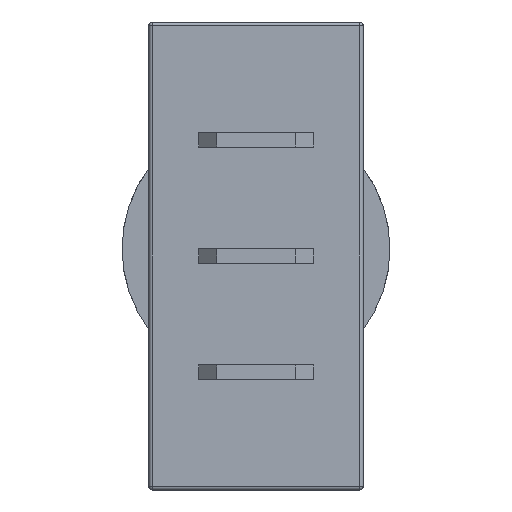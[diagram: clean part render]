
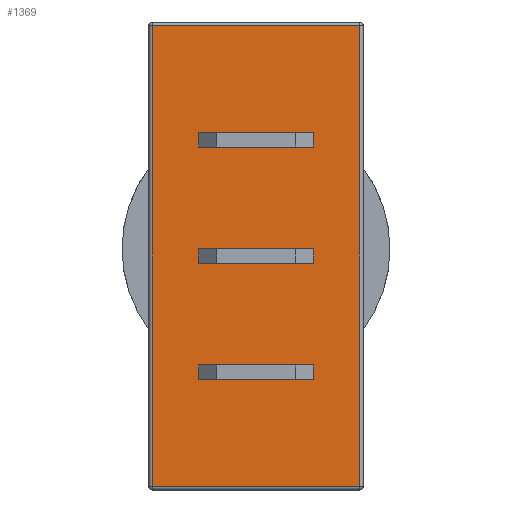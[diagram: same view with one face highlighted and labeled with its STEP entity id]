
A CAD part, front view. The second image highlights one B-rep face of the part: STEP entity #1369.
In plain terms, the highlighted planar face has unit normal (0, -1, 0).
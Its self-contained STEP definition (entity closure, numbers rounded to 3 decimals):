
#86=FACE_BOUND('',#232,.T.);
#87=FACE_BOUND('',#233,.T.);
#88=FACE_BOUND('',#234,.T.);
#103=PLANE('',#1476);
#158=FACE_OUTER_BOUND('',#231,.T.);
#231=EDGE_LOOP('',(#919,#920,#921,#922));
#232=EDGE_LOOP('',(#923,#924,#925,#926));
#233=EDGE_LOOP('',(#927,#928,#929,#930));
#234=EDGE_LOOP('',(#931,#932,#933,#934));
#307=LINE('',#2057,#405);
#309=LINE('',#2065,#407);
#311=LINE('',#2075,#409);
#313=LINE('',#2084,#411);
#326=LINE('',#2121,#424);
#327=LINE('',#2123,#425);
#328=LINE('',#2125,#426);
#329=LINE('',#2126,#427);
#330=LINE('',#2129,#428);
#331=LINE('',#2131,#429);
#332=LINE('',#2133,#430);
#333=LINE('',#2134,#431);
#334=LINE('',#2137,#432);
#335=LINE('',#2139,#433);
#336=LINE('',#2141,#434);
#337=LINE('',#2142,#435);
#405=VECTOR('',#1623,10.);
#407=VECTOR('',#1631,10.);
#409=VECTOR('',#1643,10.);
#411=VECTOR('',#1655,10.);
#424=VECTOR('',#1692,10.);
#425=VECTOR('',#1693,10.);
#426=VECTOR('',#1694,10.);
#427=VECTOR('',#1695,10.);
#428=VECTOR('',#1696,10.);
#429=VECTOR('',#1697,10.);
#430=VECTOR('',#1698,10.);
#431=VECTOR('',#1699,10.);
#432=VECTOR('',#1700,10.);
#433=VECTOR('',#1701,10.);
#434=VECTOR('',#1702,10.);
#435=VECTOR('',#1703,10.);
#586=VERTEX_POINT('',#2054);
#587=VERTEX_POINT('',#2056);
#590=VERTEX_POINT('',#2064);
#593=VERTEX_POINT('',#2074);
#606=VERTEX_POINT('',#2119);
#607=VERTEX_POINT('',#2120);
#608=VERTEX_POINT('',#2122);
#609=VERTEX_POINT('',#2124);
#610=VERTEX_POINT('',#2127);
#611=VERTEX_POINT('',#2128);
#612=VERTEX_POINT('',#2130);
#613=VERTEX_POINT('',#2132);
#614=VERTEX_POINT('',#2135);
#615=VERTEX_POINT('',#2136);
#616=VERTEX_POINT('',#2138);
#617=VERTEX_POINT('',#2140);
#698=EDGE_CURVE('',#586,#587,#307,.T.);
#702=EDGE_CURVE('',#587,#590,#309,.T.);
#707=EDGE_CURVE('',#590,#593,#311,.T.);
#712=EDGE_CURVE('',#593,#586,#313,.T.);
#730=EDGE_CURVE('',#606,#607,#326,.T.);
#731=EDGE_CURVE('',#607,#608,#327,.T.);
#732=EDGE_CURVE('',#608,#609,#328,.T.);
#733=EDGE_CURVE('',#609,#606,#329,.T.);
#734=EDGE_CURVE('',#610,#611,#330,.T.);
#735=EDGE_CURVE('',#611,#612,#331,.T.);
#736=EDGE_CURVE('',#612,#613,#332,.T.);
#737=EDGE_CURVE('',#613,#610,#333,.T.);
#738=EDGE_CURVE('',#614,#615,#334,.T.);
#739=EDGE_CURVE('',#615,#616,#335,.T.);
#740=EDGE_CURVE('',#616,#617,#336,.T.);
#741=EDGE_CURVE('',#617,#614,#337,.T.);
#919=ORIENTED_EDGE('',*,*,#698,.F.);
#920=ORIENTED_EDGE('',*,*,#712,.F.);
#921=ORIENTED_EDGE('',*,*,#707,.F.);
#922=ORIENTED_EDGE('',*,*,#702,.F.);
#923=ORIENTED_EDGE('',*,*,#730,.T.);
#924=ORIENTED_EDGE('',*,*,#731,.T.);
#925=ORIENTED_EDGE('',*,*,#732,.T.);
#926=ORIENTED_EDGE('',*,*,#733,.T.);
#927=ORIENTED_EDGE('',*,*,#734,.T.);
#928=ORIENTED_EDGE('',*,*,#735,.T.);
#929=ORIENTED_EDGE('',*,*,#736,.T.);
#930=ORIENTED_EDGE('',*,*,#737,.T.);
#931=ORIENTED_EDGE('',*,*,#738,.T.);
#932=ORIENTED_EDGE('',*,*,#739,.T.);
#933=ORIENTED_EDGE('',*,*,#740,.T.);
#934=ORIENTED_EDGE('',*,*,#741,.T.);
#1369=ADVANCED_FACE('',(#158,#86,#87,#88),#103,.F.);
#1476=AXIS2_PLACEMENT_3D('',#2118,#1690,#1691);
#1623=DIRECTION('',(-1.,0.,0.));
#1631=DIRECTION('',(0.,0.,1.));
#1643=DIRECTION('',(1.,0.,0.));
#1655=DIRECTION('',(0.,0.,-1.));
#1690=DIRECTION('center_axis',(0.,1.,0.));
#1691=DIRECTION('ref_axis',(0.,0.,1.));
#1692=DIRECTION('',(-1.,0.,0.));
#1693=DIRECTION('',(0.,0.,1.));
#1694=DIRECTION('',(1.,0.,0.));
#1695=DIRECTION('',(0.,0.,-1.));
#1696=DIRECTION('',(0.,0.,-1.));
#1697=DIRECTION('',(-1.,0.,0.));
#1698=DIRECTION('',(0.,0.,1.));
#1699=DIRECTION('',(1.,0.,0.));
#1700=DIRECTION('',(-1.,0.,0.));
#1701=DIRECTION('',(0.,0.,1.));
#1702=DIRECTION('',(1.,0.,0.));
#1703=DIRECTION('',(0.,0.,-1.));
#2054=CARTESIAN_POINT('',(5.8,0.,-12.9));
#2056=CARTESIAN_POINT('',(-5.8,0.,-12.9));
#2057=CARTESIAN_POINT('',(3.,0.,-12.9));
#2064=CARTESIAN_POINT('',(-5.8,0.,12.9));
#2065=CARTESIAN_POINT('',(-5.8,0.,-6.55));
#2074=CARTESIAN_POINT('',(5.8,0.,12.9));
#2075=CARTESIAN_POINT('',(-3.,0.,12.9));
#2084=CARTESIAN_POINT('',(5.8,0.,6.55));
#2118=CARTESIAN_POINT('Origin',(0.,0.,0.));
#2119=CARTESIAN_POINT('',(3.2,0.,6.1));
#2120=CARTESIAN_POINT('',(-3.2,0.,6.1));
#2121=CARTESIAN_POINT('',(-1.6,0.,6.1));
#2122=CARTESIAN_POINT('',(-3.2,0.,6.9));
#2123=CARTESIAN_POINT('',(-3.2,0.,3.45));
#2124=CARTESIAN_POINT('',(3.2,0.,6.9));
#2125=CARTESIAN_POINT('',(1.6,0.,6.9));
#2126=CARTESIAN_POINT('',(3.2,0.,3.05));
#2127=CARTESIAN_POINT('',(3.2,0.,0.4));
#2128=CARTESIAN_POINT('',(3.2,0.,-0.4));
#2129=CARTESIAN_POINT('',(3.2,0.,-0.2));
#2130=CARTESIAN_POINT('',(-3.2,0.,-0.4));
#2131=CARTESIAN_POINT('',(-1.6,0.,-0.4));
#2132=CARTESIAN_POINT('',(-3.2,0.,0.4));
#2133=CARTESIAN_POINT('',(-3.2,0.,0.2));
#2134=CARTESIAN_POINT('',(1.6,0.,0.4));
#2135=CARTESIAN_POINT('',(3.2,0.,-6.9));
#2136=CARTESIAN_POINT('',(-3.2,0.,-6.9));
#2137=CARTESIAN_POINT('',(-1.6,0.,-6.9));
#2138=CARTESIAN_POINT('',(-3.2,0.,-6.1));
#2139=CARTESIAN_POINT('',(-3.2,0.,-3.05));
#2140=CARTESIAN_POINT('',(3.2,0.,-6.1));
#2141=CARTESIAN_POINT('',(1.6,0.,-6.1));
#2142=CARTESIAN_POINT('',(3.2,0.,-3.45));
